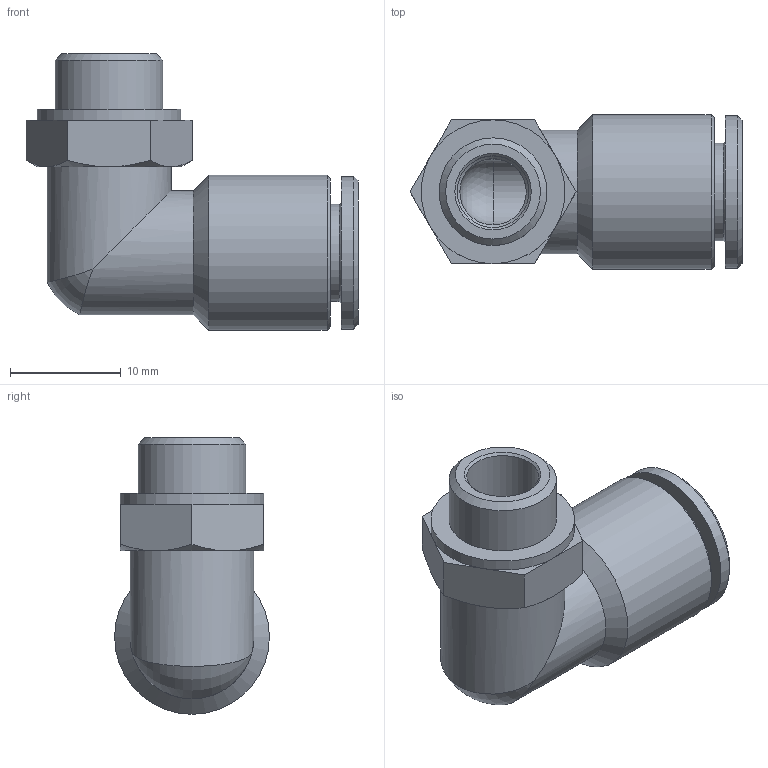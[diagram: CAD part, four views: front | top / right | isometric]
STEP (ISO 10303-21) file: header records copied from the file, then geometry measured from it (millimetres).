
FILE_DESCRIPTION(/* description */ ('STEP AP214'),/* implementation_level */ '2;1');
FILE_NAME(/* name */ '578282_NPQH-L-G18-Q8-P10',/* time_stamp */ '2024-09-11T08:52:09+02:00',/* author */ ('License CC BY-ND 4.0'),/* organization */ ('CADENAS'),/* preprocessor_version */ 'ST-DEVELOPER v19.3',/* originating_system */ 'PARTsolutions',/* authorisation */ ' ');
FILE_SCHEMA (('AUTOMOTIVE_DESIGN {1 0 10303 214 3 1 1}'));
Length unit declared in the file: millimetre
Products named in the file (1): 578282 NPQH-L-G18-Q8-P10
Bounding box: 30.01 x 14 x 25 mm (x, y, z)
Volume: 3229.9 mm3; surface area: 2854 mm2
Topology: 1 solids, 1 shells, 46 faces, 97 edges, 57 vertices
Faces by surface type: plane 19, cone 14, cylinder 11, torus 1, sphere 1
Full cylindrical faces by diameter (mm): 6 x2, 6.485 x1, 8 x1, 8.8 x1, 9.728 x1, 11.2 x2, 13 x1, 13.8 x1, 14 x1
Entity records: 1116 total; most frequent: CARTESIAN_POINT 217, DIRECTION 190, ORIENTED_EDGE 142, AXIS2_PLACEMENT_3D 86, EDGE_LOOP 72, FACE_BOUND 72, EDGE_CURVE 71, VERTEX_POINT 51
